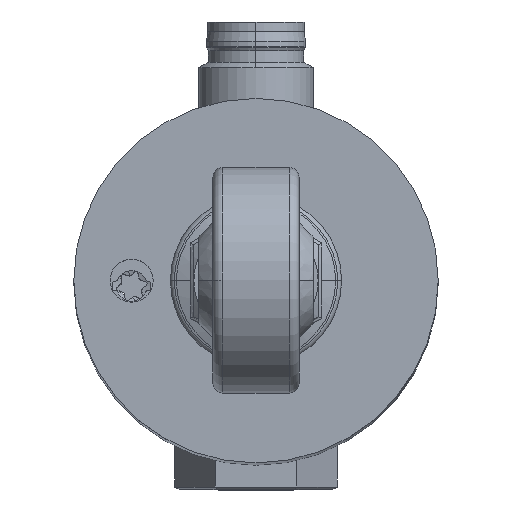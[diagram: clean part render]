
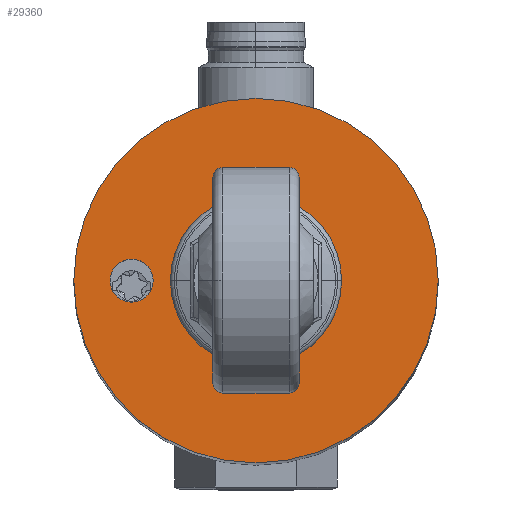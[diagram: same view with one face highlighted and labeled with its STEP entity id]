
A CAD part, top view. The second image highlights one B-rep face of the part: STEP entity #29360.
In plain terms, the highlighted planar face has unit normal (0, 0, 1).
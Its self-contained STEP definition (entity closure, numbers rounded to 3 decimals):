
#370 = CARTESIAN_POINT ( 'NONE',  ( 0., 0., 313.57 ) ) ;
#399 = AXIS2_PLACEMENT_3D ( 'NONE', #370, #23685, #3784 ) ;
#868 = DIRECTION ( 'NONE',  ( -1., 0., 0. ) ) ;
#1170 = FACE_BOUND ( 'NONE', #27970, .T. ) ;
#1778 = EDGE_CURVE ( 'NONE', #36361, #32367, #15913, .T. ) ;
#2275 = LINE ( 'NONE', #35271, #10253 ) ;
#3076 = CARTESIAN_POINT ( 'NONE',  ( 19.05, 0., 313.57 ) ) ;
#3784 = DIRECTION ( 'NONE',  ( -1., 0., 0. ) ) ;
#3884 = CARTESIAN_POINT ( 'NONE',  ( -13., 0., 313.57 ) ) ;
#4135 = EDGE_CURVE ( 'NONE', #23206, #32735, #39771, .T. ) ;
#4595 = ORIENTED_EDGE ( 'NONE', *, *, #41149, .T. ) ;
#4734 = VERTEX_POINT ( 'NONE', #12980 ) ;
#4825 = CARTESIAN_POINT ( 'NONE',  ( 0., 0., 313.57 ) ) ;
#5201 = DIRECTION ( 'NONE',  ( 0., 0., -1. ) ) ;
#5231 = DIRECTION ( 'NONE',  ( -1., 0., 0. ) ) ;
#5648 = CARTESIAN_POINT ( 'NONE',  ( 0., 0., 313.57 ) ) ;
#6045 = EDGE_LOOP ( 'NONE', ( #37876, #39547 ) ) ;
#7354 = DIRECTION ( 'NONE',  ( -1., 0., 0. ) ) ;
#8169 = DIRECTION ( 'NONE',  ( 0., 0., -1. ) ) ;
#8256 = DIRECTION ( 'NONE',  ( -1., 0., 0. ) ) ;
#9195 = FACE_BOUND ( 'NONE', #6045, .T. ) ;
#9252 = CARTESIAN_POINT ( 'NONE',  ( 0., 19.05, 313.57 ) ) ;
#9261 = AXIS2_PLACEMENT_3D ( 'NONE', #27826, #8169, #31182 ) ;
#9523 = AXIS2_PLACEMENT_3D ( 'NONE', #4825, #27907, #8256 ) ;
#10178 = DIRECTION ( 'NONE',  ( 0., 1., 0. ) ) ;
#10253 = VECTOR ( 'NONE', #25295, 1000. ) ;
#11525 = VERTEX_POINT ( 'NONE', #27345 ) ;
#11583 = EDGE_CURVE ( 'NONE', #32367, #36361, #33489, .T. ) ;
#12140 = ORIENTED_EDGE ( 'NONE', *, *, #34291, .T. ) ;
#12297 = AXIS2_PLACEMENT_3D ( 'NONE', #5648, #5201, #5231 ) ;
#12647 = DIRECTION ( 'NONE',  ( -1., 0., 0. ) ) ;
#12980 = CARTESIAN_POINT ( 'NONE',  ( -10.75, 0., 313.57 ) ) ;
#14557 = VERTEX_POINT ( 'NONE', #31005 ) ;
#15475 = CIRCLE ( 'NONE', #41381, 2.25 ) ;
#15794 = PLANE ( 'NONE',  #29528 ) ;
#15913 = CIRCLE ( 'NONE', #12297, 19.05 ) ;
#16972 = VERTEX_POINT ( 'NONE', #41752 ) ;
#20885 = EDGE_LOOP ( 'NONE', ( #27909, #21449 ) ) ;
#20889 = DIRECTION ( 'NONE',  ( 0., 0., -1. ) ) ;
#21429 = CIRCLE ( 'NONE', #24922, 2.25 ) ;
#21449 = ORIENTED_EDGE ( 'NONE', *, *, #1778, .F. ) ;
#21855 = CARTESIAN_POINT ( 'NONE',  ( -19.05, 0., 313.57 ) ) ;
#23010 = EDGE_CURVE ( 'NONE', #4734, #11525, #15475, .T. ) ;
#23139 = CIRCLE ( 'NONE', #399, 5. ) ;
#23201 = CARTESIAN_POINT ( 'NONE',  ( -4.3, 2.552, 313.57 ) ) ;
#23206 = VERTEX_POINT ( 'NONE', #41578 ) ;
#23685 = DIRECTION ( 'NONE',  ( 0., 0., -1. ) ) ;
#24071 = EDGE_CURVE ( 'NONE', #11525, #4734, #21429, .T. ) ;
#24922 = AXIS2_PLACEMENT_3D ( 'NONE', #40502, #20889, #868 ) ;
#25295 = DIRECTION ( 'NONE',  ( 0., -1., 0. ) ) ;
#27021 = DIRECTION ( 'NONE',  ( 0., 0., -1. ) ) ;
#27345 = CARTESIAN_POINT ( 'NONE',  ( -15.25, 0., 313.57 ) ) ;
#27668 = CARTESIAN_POINT ( 'NONE',  ( 4.3, 2.552, 313.57 ) ) ;
#27826 = CARTESIAN_POINT ( 'NONE',  ( 0., 0., 313.57 ) ) ;
#27907 = DIRECTION ( 'NONE',  ( 0., 0., -1. ) ) ;
#27909 = ORIENTED_EDGE ( 'NONE', *, *, #11583, .F. ) ;
#27970 = EDGE_LOOP ( 'NONE', ( #12140, #42208, #34141, #4595 ) ) ;
#29340 = EDGE_CURVE ( 'NONE', #32735, #14557, #2275, .T. ) ;
#29360 = ADVANCED_FACE ( 'NONE', ( #9195, #1170, #35439 ), #15794, .F. ) ;
#29528 = AXIS2_PLACEMENT_3D ( 'NONE', #9252, #32253, #12647 ) ;
#31005 = CARTESIAN_POINT ( 'NONE',  ( 4.3, -2.552, 313.57 ) ) ;
#31182 = DIRECTION ( 'NONE',  ( -1., 0., 0. ) ) ;
#31807 = LINE ( 'NONE', #23201, #36433 ) ;
#32253 = DIRECTION ( 'NONE',  ( 0., 0., -1. ) ) ;
#32367 = VERTEX_POINT ( 'NONE', #21855 ) ;
#32735 = VERTEX_POINT ( 'NONE', #27668 ) ;
#33489 = CIRCLE ( 'NONE', #9523, 19.05 ) ;
#34141 = ORIENTED_EDGE ( 'NONE', *, *, #29340, .T. ) ;
#34291 = EDGE_CURVE ( 'NONE', #16972, #23206, #31807, .T. ) ;
#35271 = CARTESIAN_POINT ( 'NONE',  ( 4.3, 2.552, 313.57 ) ) ;
#35439 = FACE_OUTER_BOUND ( 'NONE', #20885, .T. ) ;
#36361 = VERTEX_POINT ( 'NONE', #3076 ) ;
#36433 = VECTOR ( 'NONE', #10178, 1000. ) ;
#37876 = ORIENTED_EDGE ( 'NONE', *, *, #24071, .T. ) ;
#39547 = ORIENTED_EDGE ( 'NONE', *, *, #23010, .T. ) ;
#39771 = CIRCLE ( 'NONE', #9261, 5. ) ;
#40502 = CARTESIAN_POINT ( 'NONE',  ( -13., 0., 313.57 ) ) ;
#41149 = EDGE_CURVE ( 'NONE', #14557, #16972, #23139, .T. ) ;
#41381 = AXIS2_PLACEMENT_3D ( 'NONE', #3884, #27021, #7354 ) ;
#41578 = CARTESIAN_POINT ( 'NONE',  ( -4.3, 2.552, 313.57 ) ) ;
#41752 = CARTESIAN_POINT ( 'NONE',  ( -4.3, -2.552, 313.57 ) ) ;
#42208 = ORIENTED_EDGE ( 'NONE', *, *, #4135, .T. ) ;
